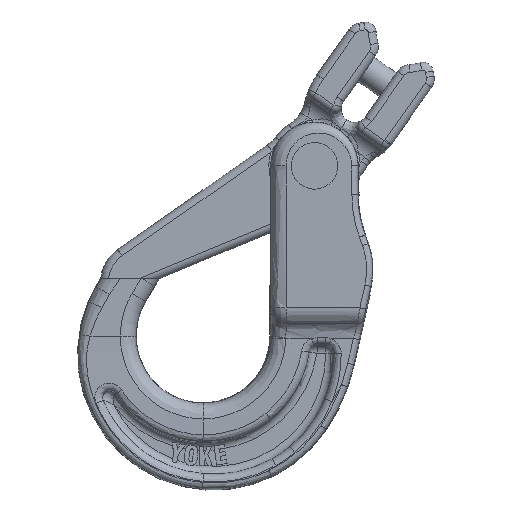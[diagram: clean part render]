
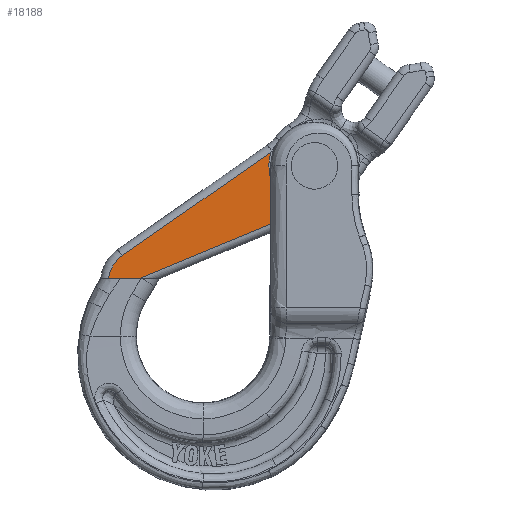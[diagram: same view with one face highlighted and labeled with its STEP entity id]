
A CAD part, left-side view. The second image highlights one B-rep face of the part: STEP entity #18188.
In plain terms, the highlighted planar face has unit normal (-1, 0, 0).
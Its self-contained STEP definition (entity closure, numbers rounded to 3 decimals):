
#8656=CARTESIAN_POINT('Axis2P3D Location',(-5.,0.,0.)) ;
#17147=CARTESIAN_POINT('Vertex',(-5.,45.088,-29.003)) ;
#17150=CARTESIAN_POINT('Line Origine',(-5.,49.069,-29.003)) ;
#17154=CARTESIAN_POINT('Vertex',(-5.,53.051,-29.003)) ;
#18127=CARTESIAN_POINT('Axis2P3D Location',(-5.,44.813,-30.017)) ;
#18131=CARTESIAN_POINT('Vertex',(-5.,49.568,-23.214)) ;
#18154=CARTESIAN_POINT('Axis2P3D Location',(-5.,0.,0.)) ;
#18158=CARTESIAN_POINT('Vertex',(-5.,11.765,0.)) ;
#18160=CARTESIAN_POINT('Vertex',(-5.,2.778,-11.432)) ;
#18163=CARTESIAN_POINT('Axis2P3D Location',(-5.,0.,0.)) ;
#18167=CARTESIAN_POINT('Vertex',(-5.,11.199,3.603)) ;
#18170=CARTESIAN_POINT('Line Origine',(-5.,30.384,-9.805)) ;
#18175=CARTESIAN_POINT('Line Origine',(-5.,23.933,-20.217)) ;
#8657=DIRECTION('Axis2P3D Direction',(1.,0.,0.)) ;
#8658=DIRECTION('Axis2P3D XDirection',(0.,1.,0.)) ;
#17151=DIRECTION('Vector Direction',(0.,1.,0.)) ;
#18128=DIRECTION('Axis2P3D Direction',(1.,-0.,0.)) ;
#18155=DIRECTION('Axis2P3D Direction',(1.,0.,0.)) ;
#18164=DIRECTION('Axis2P3D Direction',(1.,0.,0.)) ;
#18171=DIRECTION('Vector Direction',(0.,-0.82,0.573)) ;
#18176=DIRECTION('Vector Direction',(0.,0.924,-0.384)) ;
#8659=AXIS2_PLACEMENT_3D('Plane Axis2P3D',#8656,#8657,#8658) ;
#18129=AXIS2_PLACEMENT_3D('Circle Axis2P3D',#18127,#18128,$) ;
#18156=AXIS2_PLACEMENT_3D('Circle Axis2P3D',#18154,#18155,$) ;
#18165=AXIS2_PLACEMENT_3D('Circle Axis2P3D',#18163,#18164,$) ;
#18181=ORIENTED_EDGE('',*,*,#18162,.F.) ;
#18182=ORIENTED_EDGE('',*,*,#18169,.F.) ;
#18183=ORIENTED_EDGE('',*,*,#18174,.F.) ;
#18184=ORIENTED_EDGE('',*,*,#18133,.F.) ;
#18185=ORIENTED_EDGE('',*,*,#17156,.F.) ;
#18186=ORIENTED_EDGE('',*,*,#18179,.F.) ;
#17152=VECTOR('Line Direction',#17151,1.) ;
#18172=VECTOR('Line Direction',#18171,1.) ;
#18177=VECTOR('Line Direction',#18176,1.) ;
#18188=ADVANCED_FACE('\X2\672C9AD4\X0\.3',(#18187),#8660,.F.) ;
#18130=CIRCLE('generated circle',#18129,8.3) ;
#18157=CIRCLE('generated circle',#18156,11.765) ;
#18166=CIRCLE('generated circle',#18165,11.765) ;
#17156=EDGE_CURVE('',#17148,#17155,#17153,.T.) ;
#18133=EDGE_CURVE('',#17155,#18132,#18130,.T.) ;
#18162=EDGE_CURVE('',#18159,#18161,#18157,.F.) ;
#18169=EDGE_CURVE('',#18168,#18159,#18166,.F.) ;
#18174=EDGE_CURVE('',#18132,#18168,#18173,.T.) ;
#18179=EDGE_CURVE('',#18161,#17148,#18178,.T.) ;
#18180=EDGE_LOOP('',(#18181,#18182,#18183,#18184,#18185,#18186)) ;
#18187=FACE_OUTER_BOUND('',#18180,.T.) ;
#17153=LINE('Line',#17150,#17152) ;
#18173=LINE('Line',#18170,#18172) ;
#18178=LINE('Line',#18175,#18177) ;
#8660=PLANE('',#8659) ;
#17148=VERTEX_POINT('',#17147) ;
#17155=VERTEX_POINT('',#17154) ;
#18132=VERTEX_POINT('',#18131) ;
#18159=VERTEX_POINT('',#18158) ;
#18161=VERTEX_POINT('',#18160) ;
#18168=VERTEX_POINT('',#18167) ;
